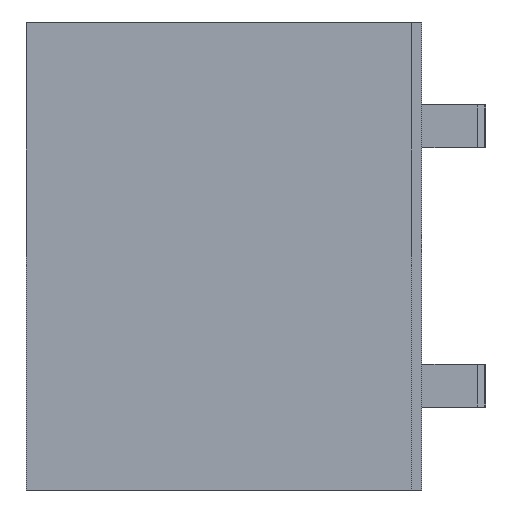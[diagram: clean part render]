
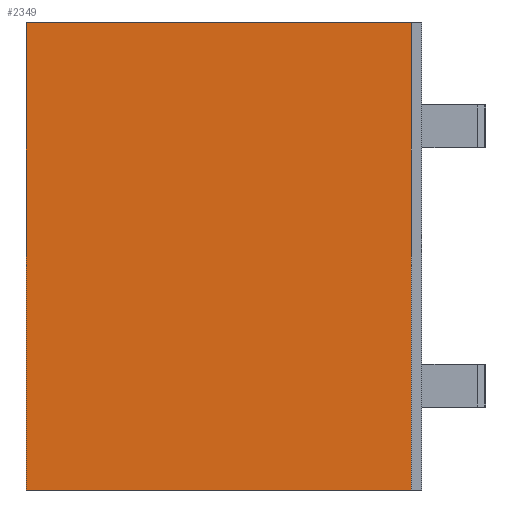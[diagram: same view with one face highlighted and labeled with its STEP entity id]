
A CAD part, left-side view. The second image highlights one B-rep face of the part: STEP entity #2349.
In plain terms, the highlighted planar face has unit normal (-1, 0, 0).
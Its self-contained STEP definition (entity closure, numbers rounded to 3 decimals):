
#205=FACE_OUTER_BOUND('',#346,.T.);
#346=EDGE_LOOP('',(#2109,#2110,#2111,#2112));
#545=LINE('',#3595,#837);
#568=LINE('',#3641,#860);
#577=LINE('',#3658,#869);
#640=LINE('',#3787,#932);
#837=VECTOR('',#2957,10.);
#860=VECTOR('',#2984,10.);
#869=VECTOR('',#2997,10.);
#932=VECTOR('',#3122,10.);
#1085=VERTEX_POINT('',#3593);
#1086=VERTEX_POINT('',#3594);
#1107=VERTEX_POINT('',#3640);
#1113=VERTEX_POINT('',#3657);
#1377=EDGE_CURVE('',#1085,#1086,#545,.T.);
#1400=EDGE_CURVE('',#1085,#1107,#568,.T.);
#1409=EDGE_CURVE('',#1107,#1113,#577,.T.);
#1472=EDGE_CURVE('',#1086,#1113,#640,.T.);
#2109=ORIENTED_EDGE('',*,*,#1377,.T.);
#2110=ORIENTED_EDGE('',*,*,#1472,.T.);
#2111=ORIENTED_EDGE('',*,*,#1409,.F.);
#2112=ORIENTED_EDGE('',*,*,#1400,.F.);
#2226=PLANE('',#2519);
#2349=ADVANCED_FACE('',(#205),#2226,.T.);
#2519=AXIS2_PLACEMENT_3D('',#3786,#3120,#3121);
#2957=DIRECTION('',(0.,0.,1.));
#2984=DIRECTION('',(0.,1.,0.));
#2997=DIRECTION('',(0.,0.,1.));
#3120=DIRECTION('center_axis',(-1.,0.,0.));
#3121=DIRECTION('ref_axis',(0.,0.,1.));
#3122=DIRECTION('',(0.,1.,0.));
#3593=CARTESIAN_POINT('',(-11.432,1.,0.296));
#3594=CARTESIAN_POINT('',(-11.432,1.,44.296));
#3595=CARTESIAN_POINT('',(-11.432,1.,11.296));
#3640=CARTESIAN_POINT('',(-11.432,37.2,0.296));
#3641=CARTESIAN_POINT('',(-11.432,0.,0.296));
#3657=CARTESIAN_POINT('',(-11.432,37.2,44.296));
#3658=CARTESIAN_POINT('',(-11.432,37.2,44.296));
#3786=CARTESIAN_POINT('Origin',(-11.432,0.,0.296));
#3787=CARTESIAN_POINT('',(-11.432,0.,44.296));
